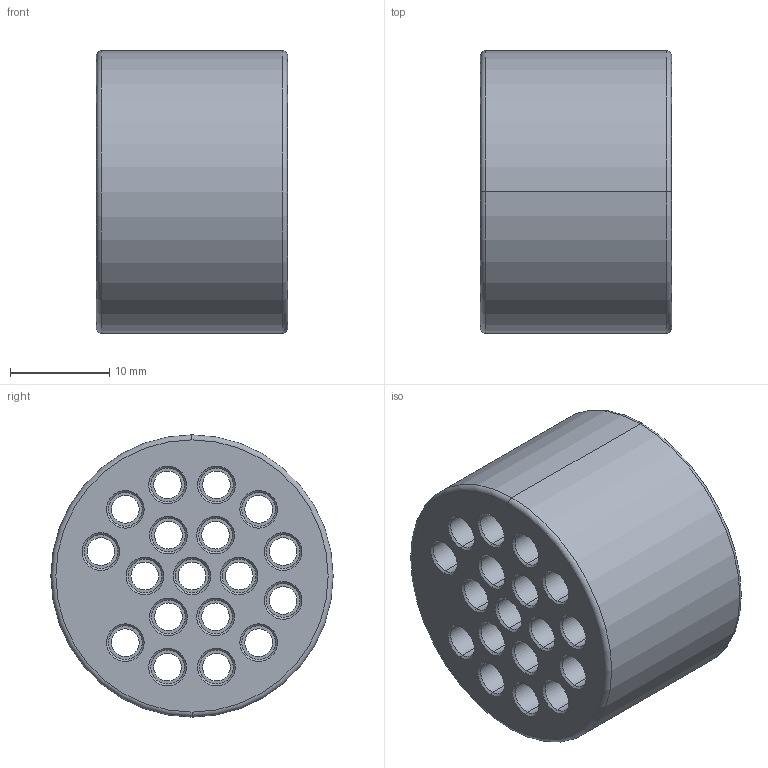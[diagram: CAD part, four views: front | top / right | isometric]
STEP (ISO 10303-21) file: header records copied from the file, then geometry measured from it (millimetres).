
FILE_DESCRIPTION (( 'STEP AP214' ), '1' );
FILE_NAME ('MLF18VCF.STEP', '2013-08-02T15:04:26', ( 'Phil' ), ( 'Microsoft' ), 'SwSTEP 2.0', 'SolidWorks 2013', '' );
FILE_SCHEMA (( 'AUTOMOTIVE_DESIGN' ));
Length unit declared in the file: millimetre
Products named in the file (1): MLF18VCF
Bounding box: 19.3 x 28.5 x 28.5 mm (x, y, z)
Volume: 9334.9 mm3; surface area: 6285.9 mm2
Topology: 1 solids, 1 shells, 226 faces, 488 edges, 299 vertices
Faces by surface type: cylinder 110, cone 74, plane 38, torus 4
Entity records: 6298 total; most frequent: DIRECTION 1242, CARTESIAN_POINT 1012, ORIENTED_EDGE 972, AXIS2_PLACEMENT_3D 529, EDGE_CURVE 486, CIRCLE 302, EDGE_LOOP 299, VERTEX_POINT 299
